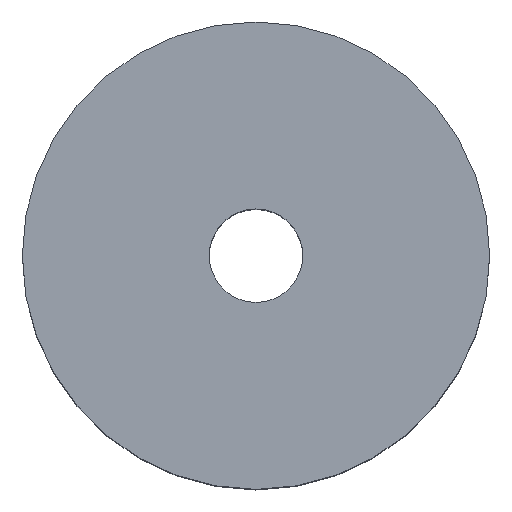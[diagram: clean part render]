
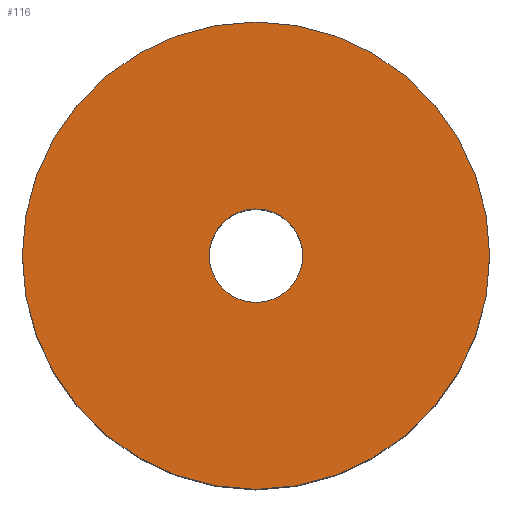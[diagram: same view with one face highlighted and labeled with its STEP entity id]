
A CAD part, top view. The second image highlights one B-rep face of the part: STEP entity #116.
In plain terms, the highlighted planar face has unit normal (0, 0, 1).
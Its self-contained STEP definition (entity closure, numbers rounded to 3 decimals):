
#15=FACE_BOUND('',#43,.T.);
#17=PLANE('',#149);
#34=FACE_OUTER_BOUND('',#42,.T.);
#42=EDGE_LOOP('',(#103));
#43=EDGE_LOOP('',(#104));
#49=CIRCLE('',#137,30.);
#54=CIRCLE('',#145,6.);
#59=VERTEX_POINT('',#202);
#63=VERTEX_POINT('',#216);
#68=EDGE_CURVE('',#59,#59,#49,.T.);
#75=EDGE_CURVE('',#63,#63,#54,.T.);
#103=ORIENTED_EDGE('',*,*,#68,.T.);
#104=ORIENTED_EDGE('',*,*,#75,.T.);
#116=ADVANCED_FACE('',(#34,#15),#17,.T.);
#137=AXIS2_PLACEMENT_3D('',#203,#163,#164);
#145=AXIS2_PLACEMENT_3D('',#217,#181,#182);
#149=AXIS2_PLACEMENT_3D('',#223,#190,#191);
#163=DIRECTION('center_axis',(0.,0.,1.));
#164=DIRECTION('ref_axis',(1.,0.,0.));
#181=DIRECTION('center_axis',(0.,0.,-1.));
#182=DIRECTION('ref_axis',(0.,1.,0.));
#190=DIRECTION('center_axis',(0.,0.,1.));
#191=DIRECTION('ref_axis',(1.,0.,0.));
#202=CARTESIAN_POINT('',(-30.,0.,46.));
#203=CARTESIAN_POINT('Origin',(0.,0.,46.));
#216=CARTESIAN_POINT('',(0.,-6.,46.));
#217=CARTESIAN_POINT('Origin',(0.,0.,46.));
#223=CARTESIAN_POINT('Origin',(0.,0.,46.));
